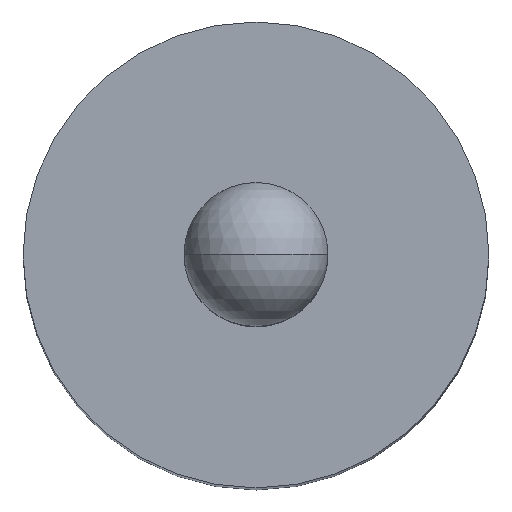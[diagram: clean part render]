
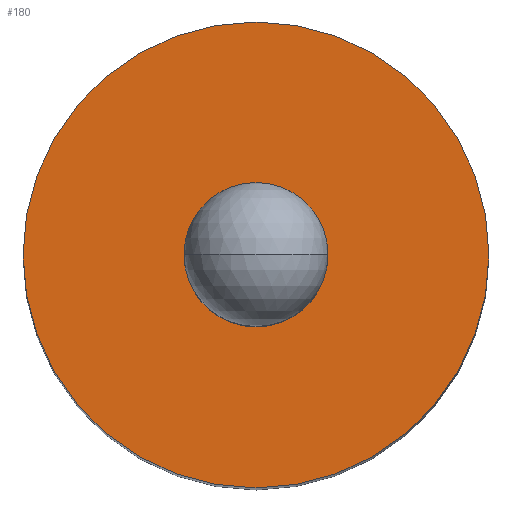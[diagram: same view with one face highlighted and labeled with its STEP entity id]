
A CAD part, top view. The second image highlights one B-rep face of the part: STEP entity #180.
In plain terms, the highlighted planar face has unit normal (0, 0, 1).
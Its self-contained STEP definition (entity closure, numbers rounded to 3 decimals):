
#30 = CARTESIAN_POINT ( 'NONE',  ( 0., 0., -0.88 ) ) ;
#47 = EDGE_CURVE ( 'NONE', #382, #361, #256, .T. ) ;
#48 = CARTESIAN_POINT ( 'NONE',  ( 0.615, 0., -0.88 ) ) ;
#57 = PLANE ( 'NONE',  #421 ) ;
#73 = VERTEX_POINT ( 'NONE', #48 ) ;
#93 = CARTESIAN_POINT ( 'NONE',  ( -0.19, 0., -0.88 ) ) ;
#114 = FACE_OUTER_BOUND ( 'NONE', #400, .T. ) ;
#119 = AXIS2_PLACEMENT_3D ( 'NONE', #211, #381, #376 ) ;
#126 = CIRCLE ( 'NONE', #342, 0.615 ) ;
#129 = DIRECTION ( 'NONE',  ( 0., 0., -1. ) ) ;
#131 = CARTESIAN_POINT ( 'NONE',  ( 0.19, 0., -0.88 ) ) ;
#132 = CARTESIAN_POINT ( 'NONE',  ( 0., 0., -0.88 ) ) ;
#143 = DIRECTION ( 'NONE',  ( -1., 0., 0. ) ) ;
#151 = EDGE_CURVE ( 'NONE', #361, #382, #383, .T. ) ;
#180 = ADVANCED_FACE ( 'NONE', ( #351, #114 ), #57, .F. ) ;
#186 = DIRECTION ( 'NONE',  ( -1., 0., 0. ) ) ;
#193 = ORIENTED_EDGE ( 'NONE', *, *, #151, .T. ) ;
#203 = AXIS2_PLACEMENT_3D ( 'NONE', #224, #129, #262 ) ;
#209 = DIRECTION ( 'NONE',  ( -1., 0., 0. ) ) ;
#211 = CARTESIAN_POINT ( 'NONE',  ( 0., 0., -0.88 ) ) ;
#214 = DIRECTION ( 'NONE',  ( 0., 0., -1. ) ) ;
#216 = DIRECTION ( 'NONE',  ( 0., 0., -1. ) ) ;
#224 = CARTESIAN_POINT ( 'NONE',  ( 0., 0., -0.88 ) ) ;
#238 = DIRECTION ( 'NONE',  ( 0., 0., -1. ) ) ;
#253 = ORIENTED_EDGE ( 'NONE', *, *, #390, .F. ) ;
#256 = CIRCLE ( 'NONE', #392, 0.19 ) ;
#257 = VERTEX_POINT ( 'NONE', #336 ) ;
#262 = DIRECTION ( 'NONE',  ( -1., 0., 0. ) ) ;
#309 = EDGE_CURVE ( 'NONE', #73, #257, #360, .T. ) ;
#336 = CARTESIAN_POINT ( 'NONE',  ( -0.615, 0., -0.88 ) ) ;
#342 = AXIS2_PLACEMENT_3D ( 'NONE', #30, #216, #186 ) ;
#351 = FACE_BOUND ( 'NONE', #364, .T. ) ;
#352 = ORIENTED_EDGE ( 'NONE', *, *, #309, .F. ) ;
#360 = CIRCLE ( 'NONE', #203, 0.615 ) ;
#361 = VERTEX_POINT ( 'NONE', #93 ) ;
#364 = EDGE_LOOP ( 'NONE', ( #193, #366 ) ) ;
#366 = ORIENTED_EDGE ( 'NONE', *, *, #47, .T. ) ;
#376 = DIRECTION ( 'NONE',  ( -1., 0., 0. ) ) ;
#381 = DIRECTION ( 'NONE',  ( 0., 0., -1. ) ) ;
#382 = VERTEX_POINT ( 'NONE', #131 ) ;
#383 = CIRCLE ( 'NONE', #119, 0.19 ) ;
#390 = EDGE_CURVE ( 'NONE', #257, #73, #126, .T. ) ;
#392 = AXIS2_PLACEMENT_3D ( 'NONE', #409, #238, #143 ) ;
#400 = EDGE_LOOP ( 'NONE', ( #253, #352 ) ) ;
#409 = CARTESIAN_POINT ( 'NONE',  ( 0., 0., -0.88 ) ) ;
#421 = AXIS2_PLACEMENT_3D ( 'NONE', #132, #214, #209 ) ;
